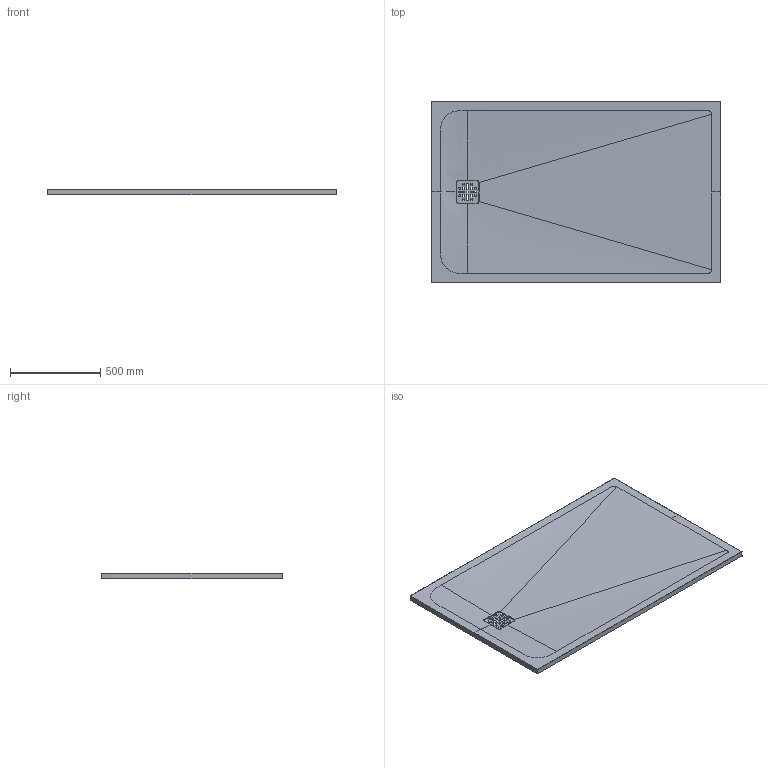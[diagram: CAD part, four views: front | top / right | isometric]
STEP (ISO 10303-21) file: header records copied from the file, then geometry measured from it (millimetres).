
FILE_DESCRIPTION(/* description */ (''),/* implementation_level */ '2;1');
FILE_NAME(/* name */ '16-120_M7912A_160X100 PIETRA_bordo inclinato_diagonali rettilinee.stp',/* time_stamp */ '2021-03-30T14:57:45+02:00',/* author */ (''),/* organization */ (''),/* preprocessor_version */ 'ST-DEVELOPER v15',/* originating_system */ 'SIEMENS PLM Software NX 8.5',/* authorisation */ '');
FILE_SCHEMA (('AP203_CONFIGURATION_CONTROLLED_3D_DESIGN_OF_MECHANICAL_PARTS_AND_ASSEMBLIES_MIM_LF { 1 0 10303 403 2 1 2}'));
Products named in the file (1): carl61941A527ywc
Bounding box: 1600 x 1000 x 29.98 mm (x, y, z)
Volume: 28091543.2 mm3; surface area: 3405373.8 mm2
Topology: 2 solids, 2 shells, 361 faces, 954 edges, 591 vertices
Faces by surface type: plane 115, cylinder 110, bspline 107, sphere 16, torus 8, cone 5
Full cylindrical faces by diameter (mm): 90 x1
Entity records: 76493 total; most frequent: CARTESIAN_POINT 68193, ORIENTED_EDGE 1858, DIRECTION 1504, EDGE_CURVE 929, VERTEX_POINT 582, AXIS2_PLACEMENT_3D 551, EDGE_LOOP 407, LINE 402
